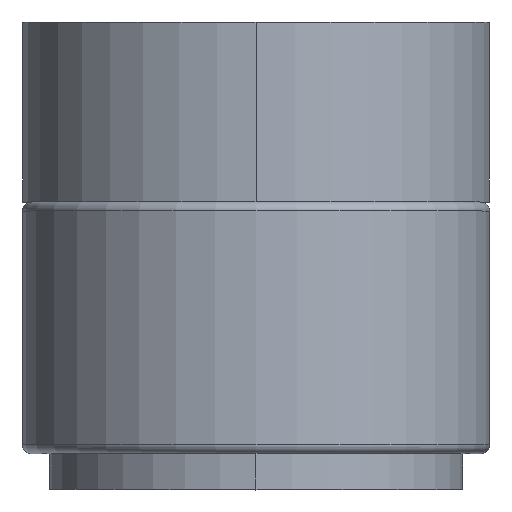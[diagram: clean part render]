
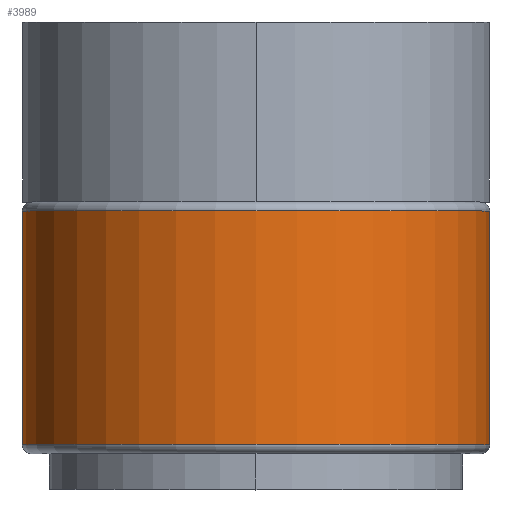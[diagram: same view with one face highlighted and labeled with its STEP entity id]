
A CAD part, top view. The second image highlights one B-rep face of the part: STEP entity #3989.
In plain terms, the highlighted cylindrical face has radius 13 mm (diameter 26 mm), a partial arc.
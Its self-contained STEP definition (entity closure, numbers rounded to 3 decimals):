
#7 = ORIENTED_EDGE ( 'NONE', *, *, #3707, .F. ) ;
#243 = CYLINDRICAL_SURFACE ( 'NONE', #2370, 13. ) ;
#251 = CARTESIAN_POINT ( 'NONE',  ( 0., 0.5, 0. ) ) ;
#301 = AXIS2_PLACEMENT_3D ( 'NONE', #2656, #2452, #4137 ) ;
#383 = VECTOR ( 'NONE', #1625, 1000. ) ;
#581 = VERTEX_POINT ( 'NONE', #2687 ) ;
#616 = EDGE_LOOP ( 'NONE', ( #7, #3213, #1041, #3986 ) ) ;
#646 = VERTEX_POINT ( 'NONE', #1534 ) ;
#747 = LINE ( 'NONE', #3367, #383 ) ;
#890 = FACE_OUTER_BOUND ( 'NONE', #616, .T. ) ;
#1041 = ORIENTED_EDGE ( 'NONE', *, *, #1786, .T. ) ;
#1507 = DIRECTION ( 'NONE',  ( 0., 0., -1. ) ) ;
#1534 = CARTESIAN_POINT ( 'NONE',  ( 0., 0.5, -13. ) ) ;
#1566 = DIRECTION ( 'NONE',  ( 0., 1., 0. ) ) ;
#1625 = DIRECTION ( 'NONE',  ( 0., -1., 0. ) ) ;
#1751 = VERTEX_POINT ( 'NONE', #3580 ) ;
#1786 = EDGE_CURVE ( 'NONE', #3823, #646, #2312, .T. ) ;
#2199 = CARTESIAN_POINT ( 'NONE',  ( 0., 14., 0. ) ) ;
#2312 = LINE ( 'NONE', #3905, #2376 ) ;
#2370 = AXIS2_PLACEMENT_3D ( 'NONE', #2199, #3185, #1507 ) ;
#2376 = VECTOR ( 'NONE', #2932, 1000. ) ;
#2452 = DIRECTION ( 'NONE',  ( 0., -1., 0. ) ) ;
#2656 = CARTESIAN_POINT ( 'NONE',  ( 0., 13.5, 0. ) ) ;
#2687 = CARTESIAN_POINT ( 'NONE',  ( 0., 13.5, 13. ) ) ;
#2695 = EDGE_CURVE ( 'NONE', #581, #3823, #4019, .T. ) ;
#2932 = DIRECTION ( 'NONE',  ( 0., -1., 0. ) ) ;
#3014 = EDGE_CURVE ( 'NONE', #646, #1751, #3059, .T. ) ;
#3059 = CIRCLE ( 'NONE', #3181, 13. ) ;
#3181 = AXIS2_PLACEMENT_3D ( 'NONE', #251, #1566, #3212 ) ;
#3185 = DIRECTION ( 'NONE',  ( 0., -1., 0. ) ) ;
#3212 = DIRECTION ( 'NONE',  ( 0., 0., 1. ) ) ;
#3213 = ORIENTED_EDGE ( 'NONE', *, *, #2695, .T. ) ;
#3367 = CARTESIAN_POINT ( 'NONE',  ( 0., 14., 13. ) ) ;
#3580 = CARTESIAN_POINT ( 'NONE',  ( 0., 0.5, 13. ) ) ;
#3707 = EDGE_CURVE ( 'NONE', #581, #1751, #747, .T. ) ;
#3764 = CARTESIAN_POINT ( 'NONE',  ( 0., 13.5, -13. ) ) ;
#3823 = VERTEX_POINT ( 'NONE', #3764 ) ;
#3905 = CARTESIAN_POINT ( 'NONE',  ( 0., 14., -13. ) ) ;
#3986 = ORIENTED_EDGE ( 'NONE', *, *, #3014, .T. ) ;
#3989 = ADVANCED_FACE ( 'NONE', ( #890 ), #243, .T. ) ;
#4019 = CIRCLE ( 'NONE', #301, 13. ) ;
#4137 = DIRECTION ( 'NONE',  ( 0., 0., 1. ) ) ;
